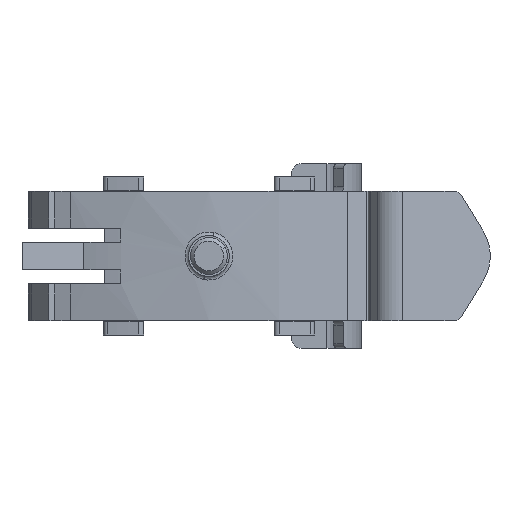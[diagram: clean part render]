
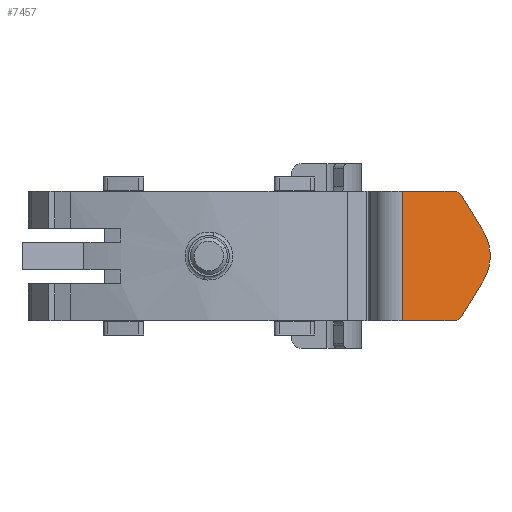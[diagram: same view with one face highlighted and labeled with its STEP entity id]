
A CAD part, front view. The second image highlights one B-rep face of the part: STEP entity #7457.
In plain terms, the highlighted planar face has unit normal (0.309, -0.951, 0).
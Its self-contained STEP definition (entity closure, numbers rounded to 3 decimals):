
#5372 = CARTESIAN_POINT ( 'NONE',  ( 29.673, 4.194, 2.704 ) ) ;
#5453 = CARTESIAN_POINT ( 'NONE',  ( 20.959, 1.362, 7. ) ) ;
#5457 = VECTOR ( 'NONE', #5526, 1000. ) ;
#5458 = CARTESIAN_POINT ( 'NONE',  ( 28.297, 3.747, 4.953 ) ) ;
#5459 = CARTESIAN_POINT ( 'NONE',  ( 26.527, 3.171, -7. ) ) ;
#5461 = CARTESIAN_POINT ( 'NONE',  ( 20.959, 1.362, -7. ) ) ;
#5462 = LINE ( 'NONE', #5458, #5457 ) ;
#5463 = DIRECTION ( 'NONE',  ( 0.951, 0.309, 0. ) ) ;
#5464 = DIRECTION ( 'NONE',  ( -0.309, 0.951, 0. ) ) ;
#5465 = CARTESIAN_POINT ( 'NONE',  ( 25.673, 2.894, 0. ) ) ;
#5467 = AXIS2_PLACEMENT_3D ( 'NONE', #5465, #5464, #5463 ) ;
#5468 = DIRECTION ( 'NONE',  ( -0.514, -0.167, -0.841 ) ) ;
#5469 = VECTOR ( 'NONE', #5468, 1000. ) ;
#5470 = CIRCLE ( 'NONE', #5467, 5. ) ;
#5471 = CARTESIAN_POINT ( 'NONE',  ( 34.354, 5.715, 4.953 ) ) ;
#5472 = LINE ( 'NONE', #5471, #5469 ) ;
#5477 = CARTESIAN_POINT ( 'NONE',  ( 26.527, 3.171, 7. ) ) ;
#5483 = CARTESIAN_POINT ( 'NONE',  ( 29.673, 4.194, -2.704 ) ) ;
#5490 = DIRECTION ( 'NONE',  ( 0.951, 0.309, 0. ) ) ;
#5496 = DIRECTION ( 'NONE',  ( -0.951, -0.309, 0. ) ) ;
#5497 = VECTOR ( 'NONE', #5496, 1000. ) ;
#5498 = AXIS2_PLACEMENT_3D ( 'NONE', #5518, #5509, #5490 ) ;
#5502 = CIRCLE ( 'NONE', #5498, 1. ) ;
#5506 = LINE ( 'NONE', #5520, #5497 ) ;
#5509 = DIRECTION ( 'NONE',  ( 0.309, -0.951, 0. ) ) ;
#5510 = DIRECTION ( 'NONE',  ( 0., 0., -1. ) ) ;
#5511 = VECTOR ( 'NONE', #5510, 1000. ) ;
#5518 = CARTESIAN_POINT ( 'NONE',  ( 26.527, 3.171, -6. ) ) ;
#5520 = CARTESIAN_POINT ( 'NONE',  ( 31.326, 4.731, -7. ) ) ;
#5521 = CARTESIAN_POINT ( 'NONE',  ( 20.959, 1.362, 7. ) ) ;
#5522 = LINE ( 'NONE', #5521, #5511 ) ;
#5526 = DIRECTION ( 'NONE',  ( 0.514, 0.167, -0.841 ) ) ;
#5559 = CARTESIAN_POINT ( 'NONE',  ( 27.327, 3.431, -6.541 ) ) ;
#5607 = DIRECTION ( 'NONE',  ( 0.951, 0.309, 0. ) ) ;
#5608 = DIRECTION ( 'NONE',  ( 0.309, -0.951, 0. ) ) ;
#5609 = CARTESIAN_POINT ( 'NONE',  ( 26.527, 3.171, 6. ) ) ;
#5628 = AXIS2_PLACEMENT_3D ( 'NONE', #5609, #5608, #5607 ) ;
#5631 = CIRCLE ( 'NONE', #5628, 1. ) ;
#5637 = LINE ( 'NONE', #5677, #5676 ) ;
#5656 = DIRECTION ( 'NONE',  ( 0.951, 0.309, 0. ) ) ;
#5657 = DIRECTION ( 'NONE',  ( 0.309, -0.951, 0. ) ) ;
#5662 = CARTESIAN_POINT ( 'NONE',  ( 31.326, 4.731, 7. ) ) ;
#5665 = PLANE ( 'NONE',  #5678 ) ;
#5667 = FACE_OUTER_BOUND ( 'NONE', #7392, .T. ) ;
#5669 = CARTESIAN_POINT ( 'NONE',  ( 27.327, 3.431, 6.541 ) ) ;
#5675 = DIRECTION ( 'NONE',  ( -0.951, -0.309, 0. ) ) ;
#5676 = VECTOR ( 'NONE', #5675, 1000. ) ;
#5677 = CARTESIAN_POINT ( 'NONE',  ( 31.326, 4.731, 7. ) ) ;
#5678 = AXIS2_PLACEMENT_3D ( 'NONE', #5662, #5657, #5656 ) ;
#7333 = VERTEX_POINT ( 'NONE', #5372 ) ;
#7373 = VERTEX_POINT ( 'NONE', #5483 ) ;
#7375 = ORIENTED_EDGE ( 'NONE', *, *, #7396, .T. ) ;
#7376 = EDGE_CURVE ( 'NONE', #7373, #7408, #5472, .T. ) ;
#7377 = ORIENTED_EDGE ( 'NONE', *, *, #7443, .T. ) ;
#7378 = ORIENTED_EDGE ( 'NONE', *, *, #7376, .F. ) ;
#7379 = EDGE_CURVE ( 'NONE', #7333, #7373, #5470, .T. ) ;
#7380 = VERTEX_POINT ( 'NONE', #5477 ) ;
#7381 = ORIENTED_EDGE ( 'NONE', *, *, #7379, .F. ) ;
#7382 = EDGE_CURVE ( 'NONE', #7456, #7333, #5462, .T. ) ;
#7384 = VERTEX_POINT ( 'NONE', #5459 ) ;
#7385 = VERTEX_POINT ( 'NONE', #5453 ) ;
#7387 = VERTEX_POINT ( 'NONE', #5461 ) ;
#7389 = ORIENTED_EDGE ( 'NONE', *, *, #7446, .T. ) ;
#7391 = EDGE_CURVE ( 'NONE', #7385, #7387, #5522, .T. ) ;
#7392 = EDGE_LOOP ( 'NONE', ( #7397, #7375, #7378, #7381, #7442, #7377, #7389, #7452 ) ) ;
#7394 = EDGE_CURVE ( 'NONE', #7384, #7387, #5506, .T. ) ;
#7396 = EDGE_CURVE ( 'NONE', #7384, #7408, #5502, .T. ) ;
#7397 = ORIENTED_EDGE ( 'NONE', *, *, #7394, .F. ) ;
#7408 = VERTEX_POINT ( 'NONE', #5559 ) ;
#7442 = ORIENTED_EDGE ( 'NONE', *, *, #7382, .F. ) ;
#7443 = EDGE_CURVE ( 'NONE', #7456, #7380, #5631, .T. ) ;
#7446 = EDGE_CURVE ( 'NONE', #7380, #7385, #5637, .T. ) ;
#7452 = ORIENTED_EDGE ( 'NONE', *, *, #7391, .T. ) ;
#7456 = VERTEX_POINT ( 'NONE', #5669 ) ;
#7457 = ADVANCED_FACE ( 'NONE', ( #5667 ), #5665, .T. ) ;
